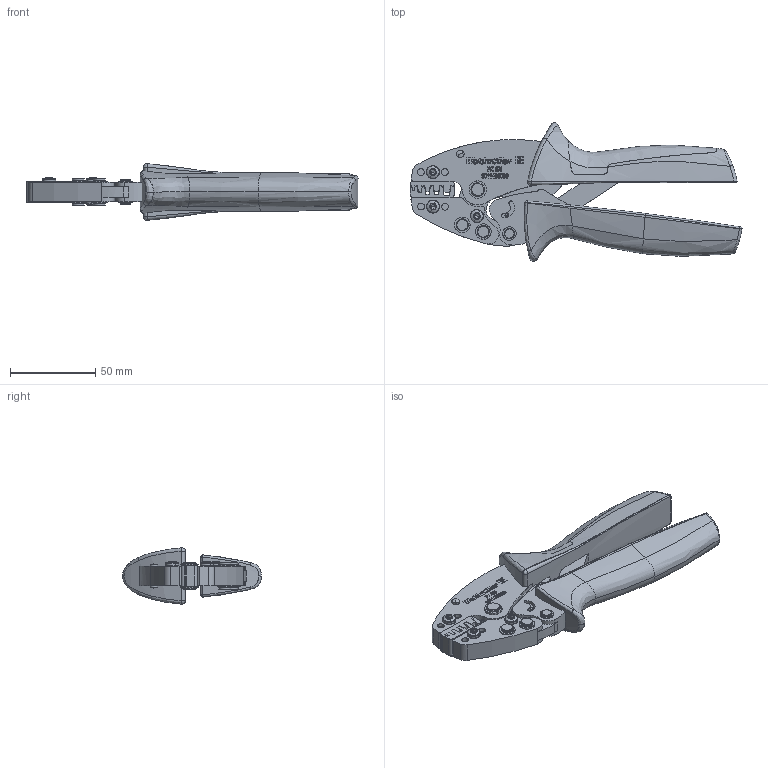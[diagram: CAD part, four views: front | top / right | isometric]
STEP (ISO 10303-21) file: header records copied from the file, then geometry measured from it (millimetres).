
FILE_DESCRIPTION(('CATIA V5 STEP Exchange','CAx-IF Rec.Pracs.--- Model Styling and Organization---1.5--- 2016-08-15','CAx-IF Rec.Pracs.---Supplemental Geometry---1.0---2011-11-01','CAx-IF Rec.Pracs.--- Composite Materials ---1.1---2010-07-15'),'2;1');
FILE_NAME ('033411-7_0', '2024-11-07T12:05:55+00:00', ('none'), ('Weidmueller'), 'CATIA Version 5-6 Release 2022 SP4 HF5', 'CATIA V5 STEP AP214 v3', 'none');
FILE_SCHEMA(('AUTOMOTIVE_DESIGN { 1 0 10303 214 1 1 1 1 }'));
Length unit declared in the file: millimetre
Products named in the file (1): 9011460000_PZ_6/5_AllCATPart
Bounding box: 194.21 x 81.1 x 33.02 mm (x, y, z)
Volume: 141786.7 mm3; surface area: 34368.5 mm2
Topology: 1 solids, 1 shells, 1238 faces, 3433 edges, 2274 vertices
Faces by surface type: plane 495, extrusion 374, cylinder 189, bspline 128, cone 26, torus 18, sphere 8
Entity records: 51046 total; most frequent: CARTESIAN_POINT 22009, ORIENTED_EDGE 6842, DIRECTION 3508, EDGE_CURVE 3421, VERTEX_POINT 2274, VECTOR 2060, LINE 1686, B_SPLINE_CURVE_WITH_KNOTS 1579
